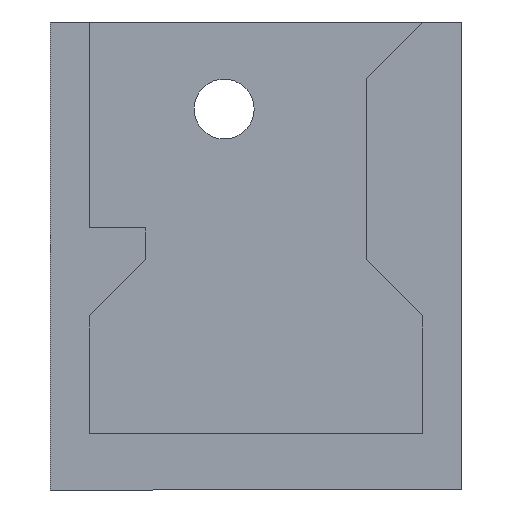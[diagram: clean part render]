
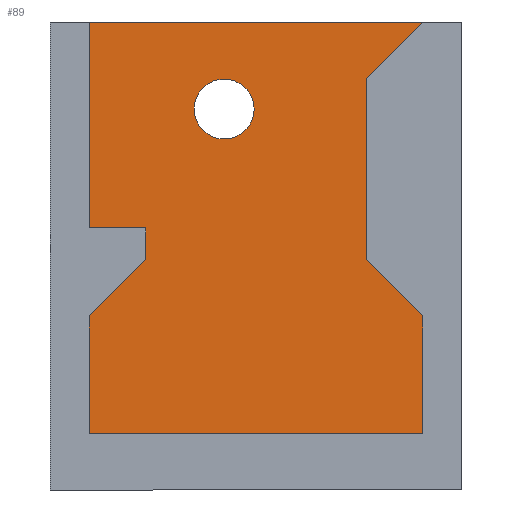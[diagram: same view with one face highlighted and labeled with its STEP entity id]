
A CAD part, front view. The second image highlights one B-rep face of the part: STEP entity #89.
In plain terms, the highlighted planar face has unit normal (0, -1, 0).
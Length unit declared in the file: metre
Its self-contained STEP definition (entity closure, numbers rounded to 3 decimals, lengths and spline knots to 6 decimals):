
#89 = ADVANCED_FACE( '', ( #179, #180 ), #181, .T. );
#179 = FACE_BOUND( '', #265, .T. );
#180 = FACE_OUTER_BOUND( '', #266, .T. );
#181 = PLANE( '', #267 );
#265 = EDGE_LOOP( '', ( #464 ) );
#266 = EDGE_LOOP( '', ( #465, #466, #467, #468, #469, #470, #471, #472, #473, #474, #475 ) );
#267 = AXIS2_PLACEMENT_3D( '', #476, #477, #478 );
#464 = ORIENTED_EDGE( '', *, *, #584, .F. );
#465 = ORIENTED_EDGE( '', *, *, #533, .F. );
#466 = ORIENTED_EDGE( '', *, *, #547, .T. );
#467 = ORIENTED_EDGE( '', *, *, #594, .T. );
#468 = ORIENTED_EDGE( '', *, *, #517, .T. );
#469 = ORIENTED_EDGE( '', *, *, #589, .F. );
#470 = ORIENTED_EDGE( '', *, *, #577, .T. );
#471 = ORIENTED_EDGE( '', *, *, #551, .F. );
#472 = ORIENTED_EDGE( '', *, *, #513, .F. );
#473 = ORIENTED_EDGE( '', *, *, #596, .F. );
#474 = ORIENTED_EDGE( '', *, *, #591, .T. );
#475 = ORIENTED_EDGE( '', *, *, #556, .T. );
#476 = CARTESIAN_POINT( '', ( 0., 0.006, 0.0125 ) );
#477 = DIRECTION( '', ( 0., -1., 0. ) );
#478 = DIRECTION( '', ( 1., 0., 0. ) );
#513 = EDGE_CURVE( '', #602, #605, #606, .T. );
#517 = EDGE_CURVE( '', #611, #612, #613, .T. );
#533 = EDGE_CURVE( '', #638, #641, #642, .T. );
#547 = EDGE_CURVE( '', #638, #662, #663, .T. );
#551 = EDGE_CURVE( '', #605, #668, #669, .T. );
#556 = EDGE_CURVE( '', #676, #641, #677, .T. );
#577 = EDGE_CURVE( '', #708, #668, #709, .T. );
#584 = EDGE_CURVE( '', #716, #716, #717, .T. );
#589 = EDGE_CURVE( '', #708, #612, #722, .T. );
#591 = EDGE_CURVE( '', #724, #676, #725, .T. );
#594 = EDGE_CURVE( '', #662, #611, #728, .T. );
#596 = EDGE_CURVE( '', #724, #602, #730, .T. );
#602 = VERTEX_POINT( '', #736 );
#605 = VERTEX_POINT( '', #740 );
#606 = LINE( '', #741, #742 );
#611 = VERTEX_POINT( '', #749 );
#612 = VERTEX_POINT( '', #750 );
#613 = LINE( '', #751, #752 );
#638 = VERTEX_POINT( '', #788 );
#641 = VERTEX_POINT( '', #792 );
#642 = LINE( '', #793, #794 );
#662 = VERTEX_POINT( '', #823 );
#663 = LINE( '', #824, #825 );
#668 = VERTEX_POINT( '', #832 );
#669 = LINE( '', #833, #834 );
#676 = VERTEX_POINT( '', #844 );
#677 = LINE( '', #845, #846 );
#708 = VERTEX_POINT( '', #894 );
#709 = LINE( '', #895, #896 );
#716 = VERTEX_POINT( '', #906 );
#717 = CIRCLE( '', #907, 0.0016 );
#722 = LINE( '', #914, #915 );
#724 = VERTEX_POINT( '', #917 );
#725 = LINE( '', #918, #919 );
#728 = LINE( '', #923, #924 );
#730 = LINE( '', #926, #927 );
#736 = CARTESIAN_POINT( '', ( -0.0059, 0.006, 0.0123 ) );
#740 = CARTESIAN_POINT( '', ( -0.0059, 0.006, 0.014 ) );
#741 = CARTESIAN_POINT( '', ( -0.0059, 0.006, 0.015363 ) );
#742 = VECTOR( '', #933, 1. );
#749 = CARTESIAN_POINT( '', ( 0.0059, 0.006, 0.022 ) );
#750 = CARTESIAN_POINT( '', ( 0.0089, 0.006, 0.025 ) );
#751 = CARTESIAN_POINT( '', ( 0.007234, 0.006, 0.023334 ) );
#752 = VECTOR( '', #936, 1. );
#788 = CARTESIAN_POINT( '', ( 0.0089, 0.006, 0.0093 ) );
#792 = CARTESIAN_POINT( '', ( 0.0089, 0.006, 0.003 ) );
#793 = CARTESIAN_POINT( '', ( 0.0089, 0.006, 0.008804 ) );
#794 = VECTOR( '', #949, 1. );
#823 = CARTESIAN_POINT( '', ( 0.0059, 0.006, 0.0123 ) );
#824 = CARTESIAN_POINT( '', ( 0.0067, 0.006, 0.0115 ) );
#825 = VECTOR( '', #962, 1. );
#832 = CARTESIAN_POINT( '', ( -0.0089, 0.006, 0.014 ) );
#833 = CARTESIAN_POINT( '', ( -0.006365, 0.006, 0.014 ) );
#834 = VECTOR( '', #965, 1. );
#844 = CARTESIAN_POINT( '', ( -0.0089, 0.006, 0.003 ) );
#845 = CARTESIAN_POINT( '', ( -0.003658, 0.006, 0.003 ) );
#846 = VECTOR( '', #969, 1. );
#894 = CARTESIAN_POINT( '', ( -0.0089, 0.006, 0.025 ) );
#895 = CARTESIAN_POINT( '', ( -0.0089, 0.006, 0.008804 ) );
#896 = VECTOR( '', #987, 1. );
#906 = CARTESIAN_POINT( '', ( -0.0001, 0.006, 0.02035 ) );
#907 = AXIS2_PLACEMENT_3D( '', #991, #992, #993 );
#914 = CARTESIAN_POINT( '', ( -0.004259, 0.006, 0.025 ) );
#915 = VECTOR( '', #996, 1. );
#917 = CARTESIAN_POINT( '', ( -0.0089, 0.006, 0.0093 ) );
#918 = CARTESIAN_POINT( '', ( -0.0089, 0.006, 0.008804 ) );
#919 = VECTOR( '', #997, 1. );
#923 = CARTESIAN_POINT( '', ( 0.0059, 0.006, 0.017196 ) );
#924 = VECTOR( '', #999, 1. );
#926 = CARTESIAN_POINT( '', ( -0.007578, 0.006, 0.010622 ) );
#927 = VECTOR( '', #1000, 1. );
#933 = DIRECTION( '', ( 0., 0., 1. ) );
#936 = DIRECTION( '', ( 0.707, 0., 0.707 ) );
#949 = DIRECTION( '', ( 0., 0., -1. ) );
#962 = DIRECTION( '', ( -0.707, 0., 0.707 ) );
#965 = DIRECTION( '', ( -1., 0., 0. ) );
#969 = DIRECTION( '', ( 1., 0., 0. ) );
#987 = DIRECTION( '', ( 0., 0., -1. ) );
#991 = CARTESIAN_POINT( '', ( -0.0017, 0.006, 0.02035 ) );
#992 = DIRECTION( '', ( 0., -1., 0. ) );
#993 = DIRECTION( '', ( 1., 0., 0. ) );
#996 = DIRECTION( '', ( 1., 0., 0. ) );
#997 = DIRECTION( '', ( 0., 0., -1. ) );
#999 = DIRECTION( '', ( 0., 0., 1. ) );
#1000 = DIRECTION( '', ( 0.707, 0., 0.707 ) );
